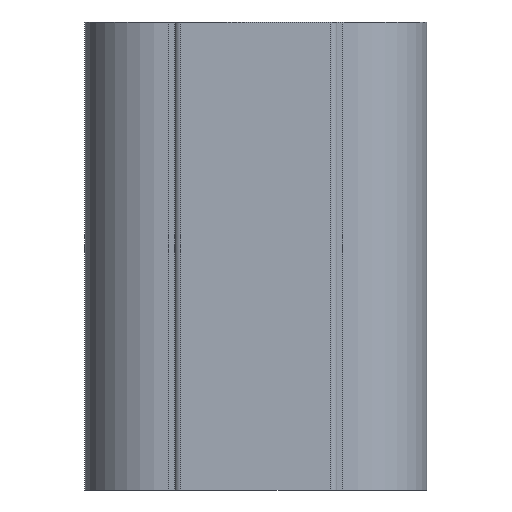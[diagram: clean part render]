
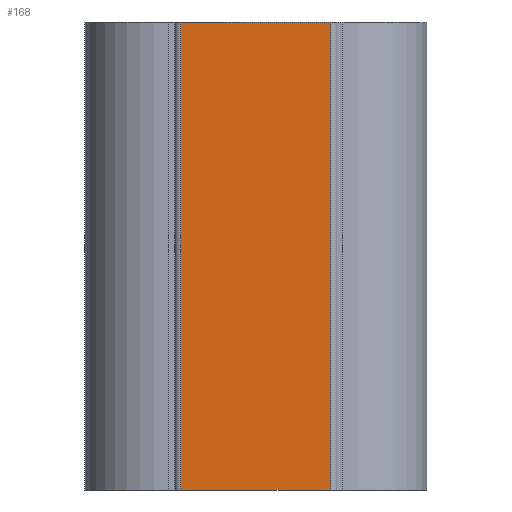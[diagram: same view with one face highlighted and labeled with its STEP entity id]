
A CAD part, front view. The second image highlights one B-rep face of the part: STEP entity #168.
In plain terms, the highlighted planar face has unit normal (0, -1, 0).
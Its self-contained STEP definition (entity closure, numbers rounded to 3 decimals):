
#129=CARTESIAN_POINT('',(-36.2,-10.,0.));
#130=DIRECTION('',(0.,1.,0.));
#131=DIRECTION('',(0.,0.,1.));
#132=AXIS2_PLACEMENT_3D('',#129,#130,#131);
#133=PLANE('',#132);
#134=CARTESIAN_POINT('',(-29.95,-10.,39.));
#135=VERTEX_POINT('',#134);
#136=CARTESIAN_POINT('',(-42.45,-10.,39.));
#137=VERTEX_POINT('',#136);
#138=CARTESIAN_POINT('',(-29.95,-10.,39.));
#139=DIRECTION('',(-1.,0.,0.));
#140=VECTOR('',#139,12.5);
#141=LINE('',#138,#140);
#142=EDGE_CURVE('',#135,#137,#141,.T.);
#143=ORIENTED_EDGE('',*,*,#142,.T.);
#144=CARTESIAN_POINT('',(-42.45,-10.,0.));
#145=VERTEX_POINT('',#144);
#146=CARTESIAN_POINT('',(-42.45,-10.,39.));
#147=DIRECTION('',(-0.,-0.,-1.));
#148=VECTOR('',#147,39.);
#149=LINE('',#146,#148);
#150=EDGE_CURVE('',#137,#145,#149,.T.);
#151=ORIENTED_EDGE('',*,*,#150,.T.);
#152=CARTESIAN_POINT('',(-29.95,-10.,0.));
#153=VERTEX_POINT('',#152);
#154=CARTESIAN_POINT('',(-29.95,-10.,0.));
#155=DIRECTION('',(-1.,0.,0.));
#156=VECTOR('',#155,12.5);
#157=LINE('',#154,#156);
#158=EDGE_CURVE('',#153,#145,#157,.T.);
#159=ORIENTED_EDGE('',*,*,#158,.F.);
#160=CARTESIAN_POINT('',(-29.95,-10.,0.));
#161=DIRECTION('',(0.,0.,1.));
#162=VECTOR('',#161,39.);
#163=LINE('',#160,#162);
#164=EDGE_CURVE('',#153,#135,#163,.T.);
#165=ORIENTED_EDGE('',*,*,#164,.T.);
#166=EDGE_LOOP('',(#143,#151,#159,#165));
#167=FACE_BOUND('',#166,.T.);
#168=ADVANCED_FACE('',(#167),#133,.F.);
